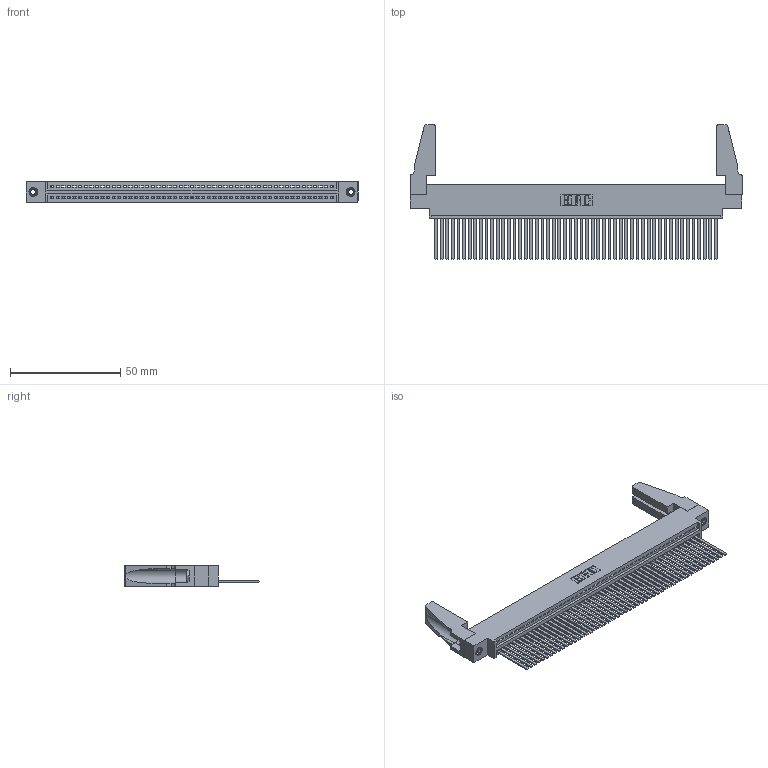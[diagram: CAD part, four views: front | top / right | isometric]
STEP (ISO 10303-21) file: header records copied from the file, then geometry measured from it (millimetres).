
FILE_DESCRIPTION (( 'STEP AP203' ), '1' );
FILE_NAME ('345-051-544-688.STEP', '2019-10-09T16:46:42', ( '' ), ( '' ), 'SwSTEP 2.0', 'SolidWorks 2016', '' );
FILE_SCHEMA (( 'CONFIG_CONTROL_DESIGN' ));
Length unit declared in the file: inch
Products named in the file (5): 345-051-544-688; 345-220-078_345-220-088; 345-250-001_345-250-001-102; 345 Part_0.170 Offset - 0.156 Dia-TH; 345-292-001_345-293-144
Assembly tree (56 placements, depth 2):
  345-051-544-688
    345 Part_0.170 Offset - 0.156 Dia-TH
    345-292-001_345-293-144  x51
    345-250-001_345-250-001-102  x2
    345-220-078_345-220-088  x2
Bounding box: 150.77 x 61.14 x 9.4 mm (x, y, z)
Volume: 18124.2 mm3; surface area: 24914.5 mm2
Topology: 56 solids, 56 shells, 2906 faces, 8725 edges, 5738 vertices
Faces by surface type: plane 1992, cylinder 898, cone 12, torus 4
Entity records: 39268 total; most frequent: CARTESIAN_POINT 6791, ORIENTED_EDGE 6736, DIRECTION 5922, EDGE_CURVE 3368, VECTOR 2994, LINE 2994, VERTEX_POINT 2238, AXIS2_PLACEMENT_3D 1464
